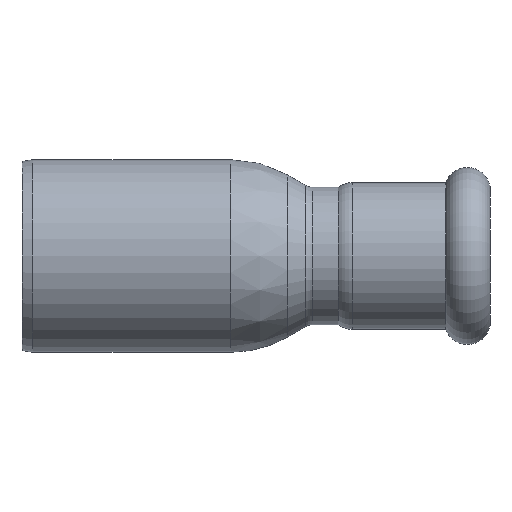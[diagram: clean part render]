
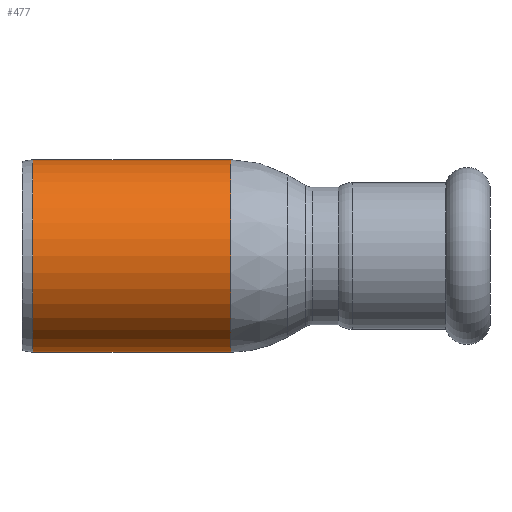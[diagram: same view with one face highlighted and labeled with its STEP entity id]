
A CAD part, front view. The second image highlights one B-rep face of the part: STEP entity #477.
In plain terms, the highlighted cylindrical face has radius 14 mm (diameter 28 mm), a full revolution.
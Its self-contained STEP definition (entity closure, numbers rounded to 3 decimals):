
#26=LINE('',#881,#40);
#40=VECTOR('',#678,14.);
#53=CYLINDRICAL_SURFACE('',#547,14.);
#66=FACE_OUTER_BOUND('',#89,.T.);
#89=EDGE_LOOP('',(#351,#352,#353,#354,#355,#356));
#130=CIRCLE('',#544,14.);
#131=CIRCLE('',#545,14.);
#133=CIRCLE('',#548,14.);
#134=CIRCLE('',#549,14.);
#192=VERTEX_POINT('',#871);
#193=VERTEX_POINT('',#872);
#194=VERTEX_POINT('',#877);
#195=VERTEX_POINT('',#878);
#254=EDGE_CURVE('',#192,#193,#130,.T.);
#255=EDGE_CURVE('',#193,#192,#131,.T.);
#257=EDGE_CURVE('',#194,#195,#133,.T.);
#258=EDGE_CURVE('',#195,#194,#134,.T.);
#259=EDGE_CURVE('',#195,#193,#26,.T.);
#351=ORIENTED_EDGE('',*,*,#257,.F.);
#352=ORIENTED_EDGE('',*,*,#258,.F.);
#353=ORIENTED_EDGE('',*,*,#259,.T.);
#354=ORIENTED_EDGE('',*,*,#255,.T.);
#355=ORIENTED_EDGE('',*,*,#254,.T.);
#356=ORIENTED_EDGE('',*,*,#259,.F.);
#477=ADVANCED_FACE('',(#66),#53,.T.);
#544=AXIS2_PLACEMENT_3D('',#873,#666,#667);
#545=AXIS2_PLACEMENT_3D('',#874,#668,#669);
#547=AXIS2_PLACEMENT_3D('',#876,#672,#673);
#548=AXIS2_PLACEMENT_3D('',#879,#674,#675);
#549=AXIS2_PLACEMENT_3D('',#880,#676,#677);
#666=DIRECTION('center_axis',(-1.,0.,0.));
#667=DIRECTION('ref_axis',(0.,0.,1.));
#668=DIRECTION('center_axis',(-1.,0.,0.));
#669=DIRECTION('ref_axis',(0.,0.,1.));
#672=DIRECTION('center_axis',(-1.,0.,0.));
#673=DIRECTION('ref_axis',(0.,0.,1.));
#674=DIRECTION('center_axis',(-1.,0.,0.));
#675=DIRECTION('ref_axis',(0.,0.,1.));
#676=DIRECTION('center_axis',(-1.,0.,0.));
#677=DIRECTION('ref_axis',(0.,0.,1.));
#678=DIRECTION('',(1.,0.,0.));
#871=CARTESIAN_POINT('',(-37.702,0.,14.));
#872=CARTESIAN_POINT('',(-37.702,0.,-14.));
#873=CARTESIAN_POINT('Origin',(-37.702,0.,0.));
#874=CARTESIAN_POINT('Origin',(-37.702,0.,0.));
#876=CARTESIAN_POINT('Origin',(-52.078,0.,0.));
#877=CARTESIAN_POINT('',(-66.453,0.,14.));
#878=CARTESIAN_POINT('',(-66.453,0.,-14.));
#879=CARTESIAN_POINT('Origin',(-66.453,0.,0.));
#880=CARTESIAN_POINT('Origin',(-66.453,0.,0.));
#881=CARTESIAN_POINT('',(-52.078,0.,-14.));
